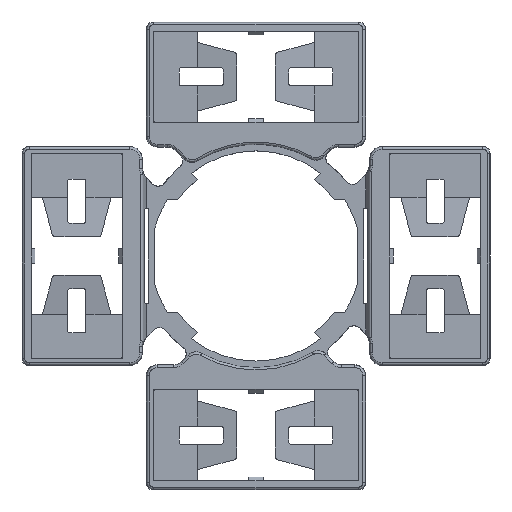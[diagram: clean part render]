
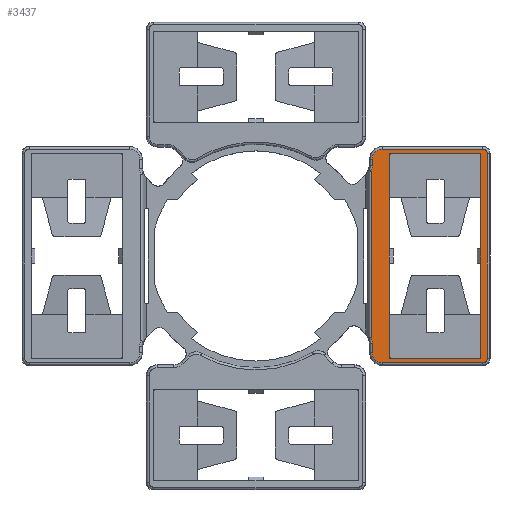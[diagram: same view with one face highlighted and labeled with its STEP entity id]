
A CAD part, top view. The second image highlights one B-rep face of the part: STEP entity #3437.
In plain terms, the highlighted planar face has unit normal (0, 0, 1).
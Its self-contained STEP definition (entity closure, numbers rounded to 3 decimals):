
#209=ELLIPSE('',#12327,0.2,0.2);
#210=ELLIPSE('',#12328,0.2,0.2);
#211=ELLIPSE('',#12329,0.2,0.2);
#212=ELLIPSE('',#12330,0.2,0.2);
#403=FACE_BOUND('',#4699,.T.);
#404=FACE_BOUND('',#4700,.T.);
#614=PLANE('',#12331);
#963=LINE('',#16607,#2090);
#974=LINE('',#16992,#2101);
#989=LINE('',#17162,#2116);
#998=LINE('',#17196,#2125);
#1005=LINE('',#17216,#2132);
#1205=LINE('',#18209,#2336);
#1371=LINE('',#18810,#2502);
#1388=LINE('',#18865,#2519);
#1436=LINE('',#19013,#2567);
#1446=LINE('',#19035,#2577);
#1466=LINE('',#19080,#2597);
#1467=LINE('',#19093,#2598);
#1468=LINE('',#19096,#2599);
#1469=LINE('',#19098,#2600);
#2090=VECTOR('',#13101,1.);
#2101=VECTOR('',#13168,1.);
#2116=VECTOR('',#13301,1.);
#2125=VECTOR('',#13340,1.);
#2132=VECTOR('',#13365,1.);
#2336=VECTOR('',#13877,1.);
#2502=VECTOR('',#14303,1.);
#2519=VECTOR('',#14332,1.);
#2567=VECTOR('',#14448,1.);
#2577=VECTOR('',#14464,1.);
#2597=VECTOR('',#14494,1.);
#2598=VECTOR('',#14497,1.);
#2599=VECTOR('',#14502,1.);
#2600=VECTOR('',#14503,1.);
#3437=ADVANCED_FACE('',(#403,#404),#614,.F.);
#4699=EDGE_LOOP('',(#6693,#6694,#6695,#6696,#6697,#6698,#6699,#6700,#6701,
#6702,#6703,#6704));
#4700=EDGE_LOOP('',(#6705,#6706,#6707,#6708,#6709,#6710,#6711,#6712,#6713,
#6714,#6715,#6716));
#5069=B_SPLINE_CURVE_WITH_KNOTS('',3,(#16694,#16695,#16696,#16697,#16698,
#16699,#16700),.UNSPECIFIED.,.F.,.F.,(4,3,4),(0.,0.379,1.),
 .UNSPECIFIED.);
#5188=B_SPLINE_CURVE_WITH_KNOTS('',3,(#19082,#19083,#19084,#19085,#19086,
#19087,#19088,#19089,#19090,#19091),.UNSPECIFIED.,.F.,.F.,(4,3,3,4),(0.,
0.52,0.938,1.),.UNSPECIFIED.);
#6693=ORIENTED_EDGE('',*,*,#10031,.T.);
#6694=ORIENTED_EDGE('',*,*,#10835,.T.);
#6695=ORIENTED_EDGE('',*,*,#10836,.T.);
#6696=ORIENTED_EDGE('',*,*,#10130,.T.);
#6697=ORIENTED_EDGE('',*,*,#10140,.T.);
#6698=ORIENTED_EDGE('',*,*,#10159,.T.);
#6699=ORIENTED_EDGE('',*,*,#10126,.T.);
#6700=ORIENTED_EDGE('',*,*,#10022,.T.);
#6701=ORIENTED_EDGE('',*,*,#10094,.T.);
#6702=ORIENTED_EDGE('',*,*,#10148,.T.);
#6703=ORIENTED_EDGE('',*,*,#10103,.T.);
#6704=ORIENTED_EDGE('',*,*,#10072,.T.);
#6705=ORIENTED_EDGE('',*,*,#10815,.T.);
#6706=ORIENTED_EDGE('',*,*,#10837,.T.);
#6707=ORIENTED_EDGE('',*,*,#10722,.T.);
#6708=ORIENTED_EDGE('',*,*,#10838,.F.);
#6709=ORIENTED_EDGE('',*,*,#10745,.T.);
#6710=ORIENTED_EDGE('',*,*,#10839,.T.);
#6711=ORIENTED_EDGE('',*,*,#10805,.T.);
#6712=ORIENTED_EDGE('',*,*,#10840,.T.);
#6713=ORIENTED_EDGE('',*,*,#10486,.T.);
#6714=ORIENTED_EDGE('',*,*,#10841,.F.);
#6715=ORIENTED_EDGE('',*,*,#10842,.T.);
#6716=ORIENTED_EDGE('',*,*,#10843,.T.);
#8894=VERTEX_POINT('',#16605);
#8896=VERTEX_POINT('',#16608);
#8903=VERTEX_POINT('',#16693);
#8904=VERTEX_POINT('',#16701);
#8937=VERTEX_POINT('',#16989);
#8956=VERTEX_POINT('',#17090);
#8961=VERTEX_POINT('',#17106);
#8975=VERTEX_POINT('',#17154);
#8978=VERTEX_POINT('',#17161);
#8979=VERTEX_POINT('',#17163);
#8986=VERTEX_POINT('',#17182);
#9259=VERTEX_POINT('',#18210);
#9260=VERTEX_POINT('',#18211);
#9385=VERTEX_POINT('',#18811);
#9386=VERTEX_POINT('',#18812);
#9404=VERTEX_POINT('',#18864);
#9405=VERTEX_POINT('',#18866);
#9422=VERTEX_POINT('',#19012);
#9423=VERTEX_POINT('',#19014);
#9432=VERTEX_POINT('',#19036);
#9433=VERTEX_POINT('',#19037);
#9452=VERTEX_POINT('',#19081);
#9453=VERTEX_POINT('',#19097);
#9454=VERTEX_POINT('',#19099);
#10022=EDGE_CURVE('',#8896,#8894,#963,.T.);
#10031=EDGE_CURVE('',#8904,#8903,#5069,.T.);
#10072=EDGE_CURVE('',#8937,#8904,#974,.T.);
#10094=EDGE_CURVE('',#8894,#8956,#11574,.T.);
#10103=EDGE_CURVE('',#8961,#8937,#11583,.T.);
#10126=EDGE_CURVE('',#8975,#8896,#11594,.T.);
#10130=EDGE_CURVE('',#8979,#8978,#989,.T.);
#10140=EDGE_CURVE('',#8978,#8986,#11602,.T.);
#10148=EDGE_CURVE('',#8956,#8961,#998,.T.);
#10159=EDGE_CURVE('',#8986,#8975,#1005,.T.);
#10486=EDGE_CURVE('',#9259,#9260,#1205,.T.);
#10722=EDGE_CURVE('',#9385,#9386,#1371,.T.);
#10745=EDGE_CURVE('',#9405,#9404,#1388,.T.);
#10805=EDGE_CURVE('',#9423,#9422,#1436,.T.);
#10815=EDGE_CURVE('',#9432,#9433,#1446,.T.);
#10835=EDGE_CURVE('',#8903,#9452,#1466,.T.);
#10836=EDGE_CURVE('',#9452,#8979,#5188,.T.);
#10837=EDGE_CURVE('',#9433,#9385,#209,.T.);
#10838=EDGE_CURVE('',#9405,#9386,#1467,.T.);
#10839=EDGE_CURVE('',#9404,#9423,#210,.T.);
#10840=EDGE_CURVE('',#9422,#9259,#211,.T.);
#10841=EDGE_CURVE('',#9453,#9260,#1468,.T.);
#10842=EDGE_CURVE('',#9453,#9454,#1469,.T.);
#10843=EDGE_CURVE('',#9454,#9432,#212,.T.);
#11574=CIRCLE('',#11934,0.618);
#11583=CIRCLE('',#11946,1.409);
#11594=CIRCLE('',#11966,0.618);
#11602=CIRCLE('',#11978,1.409);
#11934=AXIS2_PLACEMENT_3D('',#17091,#13215,#13216);
#11946=AXIS2_PLACEMENT_3D('',#17109,#13239,#13240);
#11966=AXIS2_PLACEMENT_3D('',#17153,#13291,#13292);
#11978=AXIS2_PLACEMENT_3D('',#17183,#13321,#13322);
#12327=AXIS2_PLACEMENT_3D('',#19092,#14495,#14496);
#12328=AXIS2_PLACEMENT_3D('',#19094,#14498,#14499);
#12329=AXIS2_PLACEMENT_3D('',#19095,#14500,#14501);
#12330=AXIS2_PLACEMENT_3D('',#19100,#14504,#14505);
#12331=AXIS2_PLACEMENT_3D('',#19101,#14506,#14507);
#13101=DIRECTION('',(0.,1.,0.));
#13168=DIRECTION('',(0.,-1.,0.));
#13215=DIRECTION('',(0.,0.,1.));
#13216=DIRECTION('',(-1.,0.,0.));
#13239=DIRECTION('',(0.,0.,1.));
#13240=DIRECTION('',(-1.,0.,0.));
#13291=DIRECTION('',(0.,0.,1.));
#13292=DIRECTION('',(-1.,0.,0.));
#13301=DIRECTION('',(0.,-1.,0.));
#13321=DIRECTION('',(0.,0.,1.));
#13322=DIRECTION('',(-1.,0.,0.));
#13340=DIRECTION('',(-1.,0.,0.));
#13365=DIRECTION('',(1.,0.,0.));
#13877=DIRECTION('',(0.,1.,0.));
#14303=DIRECTION('',(0.,-1.,0.));
#14332=DIRECTION('',(0.,-1.,0.));
#14448=DIRECTION('',(-1.,0.,0.));
#14464=DIRECTION('',(1.,0.,0.));
#14494=DIRECTION('',(0.,-1.,0.));
#14495=DIRECTION('',(0.,0.,-1.));
#14496=DIRECTION('',(0.707,0.707,0.));
#14497=DIRECTION('',(0.,1.,0.));
#14498=DIRECTION('',(0.,0.,-1.));
#14499=DIRECTION('',(0.707,-0.707,0.));
#14500=DIRECTION('',(0.,0.,-1.));
#14501=DIRECTION('',(-0.707,-0.707,0.));
#14502=DIRECTION('',(0.,-1.,0.));
#14503=DIRECTION('',(0.,1.,0.));
#14504=DIRECTION('',(0.,0.,-1.));
#14505=DIRECTION('',(-0.707,0.707,0.));
#14506=DIRECTION('',(0.,0.,-1.));
#14507=DIRECTION('',(-1.,0.,0.));
#16605=CARTESIAN_POINT('',(31.618,14.,3.));
#16607=CARTESIAN_POINT('',(31.618,0.,3.));
#16608=CARTESIAN_POINT('',(31.618,-14.,3.));
#16693=CARTESIAN_POINT('',(15.739,11.601,3.));
#16694=CARTESIAN_POINT('',(15.891,12.343,3.));
#16695=CARTESIAN_POINT('',(15.891,12.246,3.));
#16696=CARTESIAN_POINT('',(15.884,12.15,3.));
#16697=CARTESIAN_POINT('',(15.869,12.054,3.));
#16698=CARTESIAN_POINT('',(15.845,11.899,3.));
#16699=CARTESIAN_POINT('',(15.801,11.746,3.));
#16700=CARTESIAN_POINT('',(15.739,11.601,3.));
#16701=CARTESIAN_POINT('',(15.891,12.343,3.));
#16989=CARTESIAN_POINT('',(15.891,13.209,3.));
#16992=CARTESIAN_POINT('',(15.891,0.,3.));
#17090=CARTESIAN_POINT('',(31.,14.618,3.));
#17091=CARTESIAN_POINT('',(31.,14.,3.));
#17106=CARTESIAN_POINT('',(17.3,14.618,3.));
#17109=CARTESIAN_POINT('',(17.3,13.209,3.));
#17153=CARTESIAN_POINT('',(31.,-14.,3.));
#17154=CARTESIAN_POINT('',(31.,-14.618,3.));
#17161=CARTESIAN_POINT('',(15.891,-13.209,3.));
#17162=CARTESIAN_POINT('',(15.891,0.,3.));
#17163=CARTESIAN_POINT('',(15.891,-11.9,3.));
#17182=CARTESIAN_POINT('',(17.3,-14.618,3.));
#17183=CARTESIAN_POINT('',(17.3,-13.209,3.));
#17196=CARTESIAN_POINT('',(0.,14.618,3.));
#17216=CARTESIAN_POINT('',(0.,-14.618,3.));
#18209=CARTESIAN_POINT('',(18.248,0.,3.));
#18210=CARTESIAN_POINT('',(18.248,-13.852,3.));
#18211=CARTESIAN_POINT('',(18.249,-1.,3.));
#18810=CARTESIAN_POINT('',(30.752,0.,3.));
#18811=CARTESIAN_POINT('',(30.752,13.852,3.));
#18812=CARTESIAN_POINT('',(30.751,1.,3.));
#18864=CARTESIAN_POINT('',(30.752,-13.852,3.));
#18865=CARTESIAN_POINT('',(30.752,0.,3.));
#18866=CARTESIAN_POINT('',(30.751,-1.,3.));
#19012=CARTESIAN_POINT('',(18.448,-14.052,3.));
#19013=CARTESIAN_POINT('',(0.,-14.052,3.));
#19014=CARTESIAN_POINT('',(30.552,-14.052,3.));
#19035=CARTESIAN_POINT('',(0.,14.052,3.));
#19036=CARTESIAN_POINT('',(18.448,14.052,3.));
#19037=CARTESIAN_POINT('',(30.552,14.052,3.));
#19080=CARTESIAN_POINT('',(15.739,-11.547,3.));
#19081=CARTESIAN_POINT('',(15.739,-11.159,3.));
#19082=CARTESIAN_POINT('',(15.739,-11.159,3.));
#19083=CARTESIAN_POINT('',(15.791,-11.28,3.));
#19084=CARTESIAN_POINT('',(15.83,-11.407,3.));
#19085=CARTESIAN_POINT('',(15.856,-11.536,3.));
#19086=CARTESIAN_POINT('',(15.876,-11.641,3.));
#19087=CARTESIAN_POINT('',(15.888,-11.747,3.));
#19088=CARTESIAN_POINT('',(15.891,-11.853,3.));
#19089=CARTESIAN_POINT('',(15.891,-11.869,3.));
#19090=CARTESIAN_POINT('',(15.891,-11.885,3.));
#19091=CARTESIAN_POINT('',(15.891,-11.9,3.));
#19092=CARTESIAN_POINT('',(30.552,13.852,3.));
#19093=CARTESIAN_POINT('',(30.75,1.,3.));
#19094=CARTESIAN_POINT('',(30.552,-13.852,3.));
#19095=CARTESIAN_POINT('',(18.448,-13.852,3.));
#19096=CARTESIAN_POINT('',(18.25,1.,3.));
#19097=CARTESIAN_POINT('',(18.249,1.,3.));
#19098=CARTESIAN_POINT('',(18.248,0.,3.));
#19099=CARTESIAN_POINT('',(18.248,13.852,3.));
#19100=CARTESIAN_POINT('',(18.448,13.852,3.));
#19101=CARTESIAN_POINT('',(0.,0.,3.));
